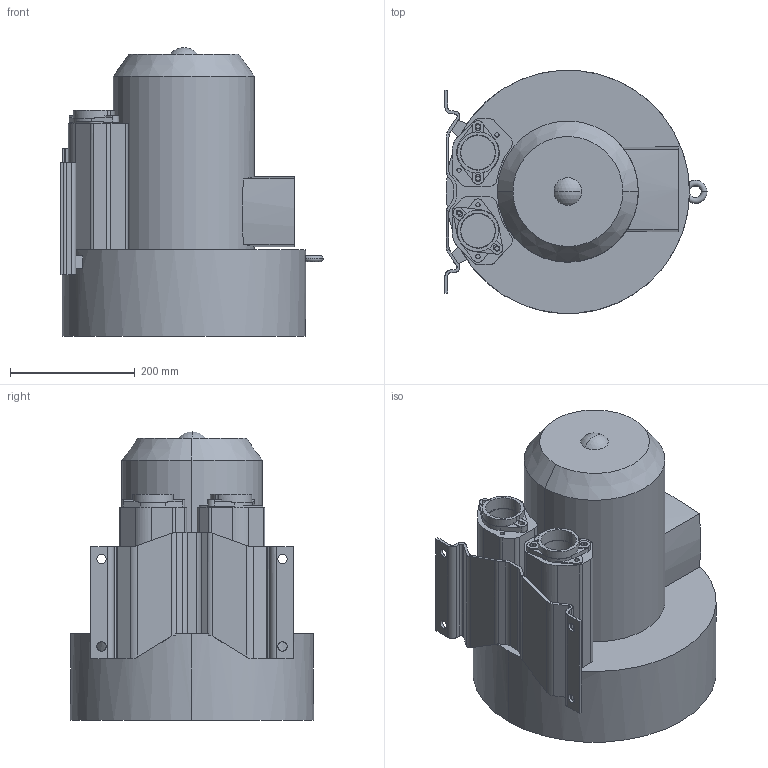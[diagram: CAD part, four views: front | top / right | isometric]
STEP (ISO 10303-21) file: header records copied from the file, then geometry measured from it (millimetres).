
FILE_DESCRIPTION (( 'STEP AP203' ), '1' );
FILE_NAME ('2RB730-1AQ36.STEP', '2025-04-28T05:13:15', ( '' ), ( '' ), 'SwSTEP 2.0', 'SolidWorks 2021', '' );
FILE_SCHEMA (( 'CONFIG_CONTROL_DESIGN' ));
Length unit declared in the file: millimetre
Products named in the file (1): 2RB730-1AQ36
Bounding box: 420.12 x 390 x 462.99 mm (x, y, z)
Volume: 33383210.5 mm3; surface area: 953195.2 mm2
Topology: 1 solids, 1 shells, 252 faces, 782 edges, 551 vertices
Faces by surface type: plane 123, cylinder 117, torus 4, bspline 4, sphere 2, cone 2
Entity records: 16086 total; most frequent: CARTESIAN_POINT 9538, ORIENTED_EDGE 1564, DIRECTION 1026, EDGE_CURVE 782, VERTEX_POINT 551, LINE 358, VECTOR 358, AXIS2_PLACEMENT_3D 334
